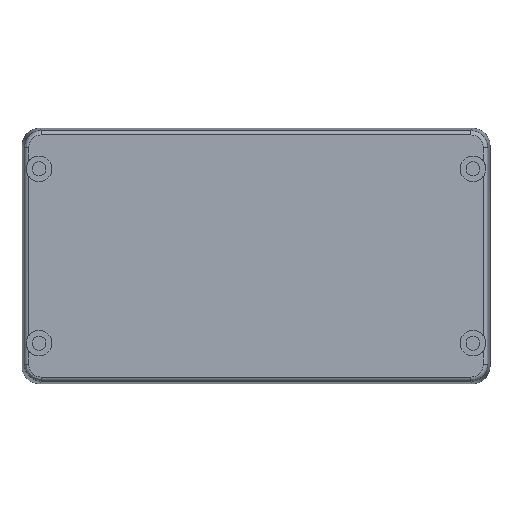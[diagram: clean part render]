
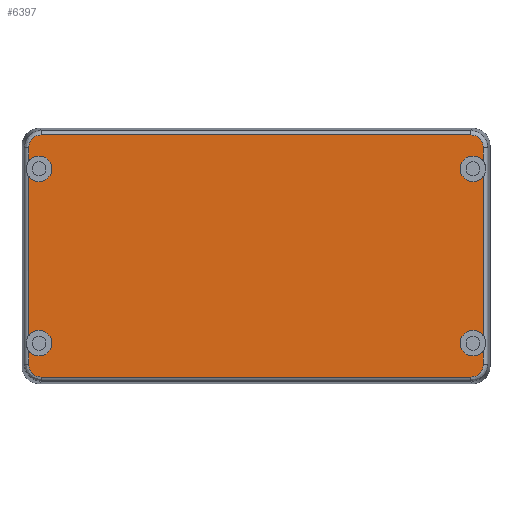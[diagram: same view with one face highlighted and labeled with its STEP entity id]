
A CAD part, front view. The second image highlights one B-rep face of the part: STEP entity #6397.
In plain terms, the highlighted planar face has unit normal (0, -1, 0).
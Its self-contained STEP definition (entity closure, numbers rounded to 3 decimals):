
#2858=DIRECTION('',(0.,0.,1.));
#2859=VECTOR('',#2858,75.05);
#2860=CARTESIAN_POINT('',(106.891,-65.5,-37.525));
#2861=LINE('',#2860,#2859);
#2865=CARTESIAN_POINT('',(102.,-65.5,-41.));
#2866=DIRECTION('',(0.,-1.,0.));
#2867=DIRECTION('',(0.815,0.,0.579));
#2868=AXIS2_PLACEMENT_3D('',#2865,#2866,#2867);
#2873=CARTESIAN_POINT('',(102.,-65.5,-41.));
#2874=DIRECTION('',(0.,-1.,0.));
#2875=DIRECTION('',(-1.,0.,0.));
#2876=AXIS2_PLACEMENT_3D('',#2873,#2874,#2875);
#2881=DIRECTION('',(0.,0.,1.));
#2882=VECTOR('',#2881,6.417);
#2883=CARTESIAN_POINT('',(106.891,-65.5,
-50.892));
#2884=LINE('',#2883,#2882);
#2888=CARTESIAN_POINT('',(100.892,-65.5,
-56.891));
#2889=CARTESIAN_POINT('',(101.347,-65.5,
-56.891));
#2890=CARTESIAN_POINT('',(102.232,-65.5,
-56.791));
#2891=CARTESIAN_POINT('',(103.517,-65.5,
-56.343));
#2892=CARTESIAN_POINT('',(104.664,-65.5,-55.622));
#2893=CARTESIAN_POINT('',(105.623,-65.5,
-54.663));
#2894=CARTESIAN_POINT('',(106.343,-65.5,
-53.517));
#2895=CARTESIAN_POINT('',(106.791,-65.5,
-52.232));
#2896=CARTESIAN_POINT('',(106.891,-65.5,
-51.347));
#2897=CARTESIAN_POINT('',(106.891,-65.5,
-50.892));
#2902=DIRECTION('',(1.,0.,0.));
#2903=VECTOR('',#2902,201.784);
#2904=CARTESIAN_POINT('',(-100.892,-65.5,
-56.891));
#2905=LINE('',#2904,#2903);
#2909=CARTESIAN_POINT('',(-106.891,-65.5,
-50.892));
#2910=CARTESIAN_POINT('',(-106.891,-65.5,
-51.347));
#2911=CARTESIAN_POINT('',(-106.791,-65.5,
-52.232));
#2912=CARTESIAN_POINT('',(-106.343,-65.5,
-53.517));
#2913=CARTESIAN_POINT('',(-105.622,-65.5,-54.664));
#2914=CARTESIAN_POINT('',(-104.663,-65.5,
-55.623));
#2915=CARTESIAN_POINT('',(-103.517,-65.5,
-56.343));
#2916=CARTESIAN_POINT('',(-102.232,-65.5,
-56.791));
#2917=CARTESIAN_POINT('',(-101.347,-65.5,
-56.891));
#2918=CARTESIAN_POINT('',(-100.892,-65.5,
-56.891));
#2923=DIRECTION('',(0.,0.,-1.));
#2924=VECTOR('',#2923,6.417);
#2925=CARTESIAN_POINT('',(-106.891,-65.5,-44.475));
#2926=LINE('',#2925,#2924);
#2930=CARTESIAN_POINT('',(-102.,-65.5,-41.));
#2931=DIRECTION('',(0.,-1.,0.));
#2932=DIRECTION('',(-0.815,0.,-0.579));
#2933=AXIS2_PLACEMENT_3D('',#2930,#2931,#2932);
#2938=CARTESIAN_POINT('',(-102.,-65.5,-41.));
#2939=DIRECTION('',(0.,-1.,0.));
#2940=DIRECTION('',(1.,0.,0.));
#2941=AXIS2_PLACEMENT_3D('',#2938,#2939,#2940);
#2946=DIRECTION('',(0.,0.,-1.));
#2947=VECTOR('',#2946,75.05);
#2948=CARTESIAN_POINT('',(-106.891,-65.5,37.525));
#2949=LINE('',#2948,#2947);
#2953=CARTESIAN_POINT('',(-102.,-65.5,41.));
#2954=DIRECTION('',(0.,-1.,0.));
#2955=DIRECTION('',(-0.815,0.,-0.579));
#2956=AXIS2_PLACEMENT_3D('',#2953,#2954,#2955);
#2961=CARTESIAN_POINT('',(-102.,-65.5,41.));
#2962=DIRECTION('',(0.,-1.,0.));
#2963=DIRECTION('',(1.,0.,0.));
#2964=AXIS2_PLACEMENT_3D('',#2961,#2962,#2963);
#2969=DIRECTION('',(0.,0.,-1.));
#2970=VECTOR('',#2969,6.417);
#2971=CARTESIAN_POINT('',(-106.891,-65.5,
50.892));
#2972=LINE('',#2971,#2970);
#2976=CARTESIAN_POINT('',(-100.892,-65.5,
56.891));
#2977=CARTESIAN_POINT('',(-101.347,-65.5,
56.891));
#2978=CARTESIAN_POINT('',(-102.232,-65.5,
56.791));
#2979=CARTESIAN_POINT('',(-103.517,-65.5,
56.343));
#2980=CARTESIAN_POINT('',(-104.664,-65.5,55.622));
#2981=CARTESIAN_POINT('',(-105.623,-65.5,
54.663));
#2982=CARTESIAN_POINT('',(-106.343,-65.5,
53.517));
#2983=CARTESIAN_POINT('',(-106.791,-65.5,
52.232));
#2984=CARTESIAN_POINT('',(-106.891,-65.5,
51.347));
#2985=CARTESIAN_POINT('',(-106.891,-65.5,
50.892));
#2990=DIRECTION('',(-1.,0.,0.));
#2991=VECTOR('',#2990,201.784);
#2992=CARTESIAN_POINT('',(100.892,-65.5,56.891));
#2993=LINE('',#2992,#2991);
#2997=CARTESIAN_POINT('',(106.891,-65.5,50.892));
#2998=CARTESIAN_POINT('',(106.891,-65.5,51.347));
#2999=CARTESIAN_POINT('',(106.791,-65.5,52.232));
#3000=CARTESIAN_POINT('',(106.343,-65.5,53.517));
#3001=CARTESIAN_POINT('',(105.622,-65.5,54.664));
#3002=CARTESIAN_POINT('',(104.663,-65.5,55.623));
#3003=CARTESIAN_POINT('',(103.517,-65.5,56.343));
#3004=CARTESIAN_POINT('',(102.232,-65.5,56.791));
#3005=CARTESIAN_POINT('',(101.347,-65.5,56.891));
#3006=CARTESIAN_POINT('',(100.892,-65.5,56.891));
#3011=DIRECTION('',(0.,0.,1.));
#3012=VECTOR('',#3011,6.417);
#3013=CARTESIAN_POINT('',(106.891,-65.5,44.475));
#3014=LINE('',#3013,#3012);
#3018=CARTESIAN_POINT('',(102.,-65.5,41.));
#3019=DIRECTION('',(0.,-1.,0.));
#3020=DIRECTION('',(0.815,0.,0.579));
#3021=AXIS2_PLACEMENT_3D('',#3018,#3019,#3020);
#3026=CARTESIAN_POINT('',(102.,-65.5,41.));
#3027=DIRECTION('',(0.,-1.,0.));
#3028=DIRECTION('',(-1.,0.,0.));
#3029=AXIS2_PLACEMENT_3D('',#3026,#3027,#3028);
#3714=CARTESIAN_POINT('',(-96.,-65.5,41.));
#3715=VERTEX_POINT('',#3714);
#3716=CARTESIAN_POINT('',(96.,-65.5,41.));
#3717=VERTEX_POINT('',#3716);
#3718=CARTESIAN_POINT('',(96.,-65.5,-41.));
#3719=VERTEX_POINT('',#3718);
#3720=CARTESIAN_POINT('',(-96.,-65.5,-41.));
#3721=VERTEX_POINT('',#3720);
#3722=CARTESIAN_POINT('',(106.891,-65.5,-37.525));
#3723=CARTESIAN_POINT('',(106.891,-65.5,37.525));
#3724=VERTEX_POINT('',#3722);
#3725=VERTEX_POINT('',#3723);
#3726=CARTESIAN_POINT('',(106.891,-65.5,
-50.892));
#3727=CARTESIAN_POINT('',(106.891,-65.5,-44.475));
#3728=VERTEX_POINT('',#3726);
#3729=VERTEX_POINT('',#3727);
#3730=VERTEX_POINT('',#2888);
#3733=CARTESIAN_POINT('',(-100.892,-65.5,
-56.891));
#3734=VERTEX_POINT('',#3733);
#3737=VERTEX_POINT('',#2909);
#3739=CARTESIAN_POINT('',(-106.891,-65.5,-44.475));
#3740=VERTEX_POINT('',#3739);
#3741=CARTESIAN_POINT('',(-106.891,-65.5,37.525));
#3742=CARTESIAN_POINT('',(-106.891,-65.5,-37.525));
#3743=VERTEX_POINT('',#3741);
#3744=VERTEX_POINT('',#3742);
#3745=CARTESIAN_POINT('',(106.891,-65.5,44.475));
#3746=CARTESIAN_POINT('',(106.891,-65.5,50.892));
#3747=VERTEX_POINT('',#3745);
#3748=VERTEX_POINT('',#3746);
#3749=VERTEX_POINT('',#3006);
#3752=CARTESIAN_POINT('',(-100.892,-65.5,
56.891));
#3753=VERTEX_POINT('',#3752);
#3756=VERTEX_POINT('',#2985);
#3758=CARTESIAN_POINT('',(-106.891,-65.5,44.475));
#3759=VERTEX_POINT('',#3758);
#6352=CARTESIAN_POINT('',(0.,-65.5,0.));
#6353=DIRECTION('',(0.,1.,0.));
#6354=DIRECTION('',(1.,0.,0.));
#6355=AXIS2_PLACEMENT_3D('',#6352,#6353,#6354);
#6356=PLANE('',#6355);
#6358=ORIENTED_EDGE('',*,*,#6357,.F.);
#6360=ORIENTED_EDGE('',*,*,#6359,.T.);
#6362=ORIENTED_EDGE('',*,*,#6361,.T.);
#6364=ORIENTED_EDGE('',*,*,#6363,.F.);
#6366=ORIENTED_EDGE('',*,*,#6365,.F.);
#6368=ORIENTED_EDGE('',*,*,#6367,.F.);
#6370=ORIENTED_EDGE('',*,*,#6369,.F.);
#6372=ORIENTED_EDGE('',*,*,#6371,.F.);
#6374=ORIENTED_EDGE('',*,*,#6373,.T.);
#6376=ORIENTED_EDGE('',*,*,#6375,.T.);
#6378=ORIENTED_EDGE('',*,*,#6377,.F.);
#6379=ORIENTED_EDGE('',*,*,#6342,.T.);
#6380=ORIENTED_EDGE('',*,*,#6329,.T.);
#6382=ORIENTED_EDGE('',*,*,#6381,.F.);
#6384=ORIENTED_EDGE('',*,*,#6383,.F.);
#6386=ORIENTED_EDGE('',*,*,#6385,.F.);
#6388=ORIENTED_EDGE('',*,*,#6387,.F.);
#6390=ORIENTED_EDGE('',*,*,#6389,.F.);
#6392=ORIENTED_EDGE('',*,*,#6391,.T.);
#6394=ORIENTED_EDGE('',*,*,#6393,.T.);
#6395=EDGE_LOOP('',(#6358,#6360,#6362,#6364,#6366,#6368,#6370,#6372,#6374,#6376,
#6378,#6379,#6380,#6382,#6384,#6386,#6388,#6390,#6392,#6394));
#6396=FACE_OUTER_BOUND('',#6395,.F.);
#6397=ADVANCED_FACE('',(#6396),#6356,.F.);
#2869=CIRCLE('',#2868,6.);
#2877=CIRCLE('',#2876,6.);
#2898=B_SPLINE_CURVE_WITH_KNOTS('',3,(#2888,#2889,#2890,#2891,#2892,#2893,#2894,
#2895,#2896,#2897),.UNSPECIFIED.,.F.,.F.,(4,1,1,1,1,1,1,4),(0.,
0.143,0.286,0.429,0.571,
0.714,0.857,1.),.UNSPECIFIED.);
#2919=B_SPLINE_CURVE_WITH_KNOTS('',3,(#2909,#2910,#2911,#2912,#2913,#2914,#2915,
#2916,#2917,#2918),.UNSPECIFIED.,.F.,.F.,(4,1,1,1,1,1,1,4),(0.,
0.143,0.286,0.429,0.571,
0.714,0.857,1.),.UNSPECIFIED.);
#2934=CIRCLE('',#2933,6.);
#2942=CIRCLE('',#2941,6.);
#2957=CIRCLE('',#2956,6.);
#2965=CIRCLE('',#2964,6.);
#2986=B_SPLINE_CURVE_WITH_KNOTS('',3,(#2976,#2977,#2978,#2979,#2980,#2981,#2982,
#2983,#2984,#2985),.UNSPECIFIED.,.F.,.F.,(4,1,1,1,1,1,1,4),(0.,
0.143,0.286,0.429,0.571,
0.714,0.857,1.),.UNSPECIFIED.);
#3007=B_SPLINE_CURVE_WITH_KNOTS('',3,(#2997,#2998,#2999,#3000,#3001,#3002,#3003,
#3004,#3005,#3006),.UNSPECIFIED.,.F.,.F.,(4,1,1,1,1,1,1,4),(0.,
0.143,0.286,0.429,0.571,
0.714,0.857,1.),.UNSPECIFIED.);
#3022=CIRCLE('',#3021,6.);
#3030=CIRCLE('',#3029,6.);
#6329=EDGE_CURVE('',#3715,#3759,#2965,.T.);
#6342=EDGE_CURVE('',#3743,#3715,#2957,.T.);
#6357=EDGE_CURVE('',#3724,#3725,#2861,.T.);
#6359=EDGE_CURVE('',#3724,#3719,#2869,.T.);
#6361=EDGE_CURVE('',#3719,#3729,#2877,.T.);
#6363=EDGE_CURVE('',#3728,#3729,#2884,.T.);
#6365=EDGE_CURVE('',#3730,#3728,#2898,.T.);
#6367=EDGE_CURVE('',#3734,#3730,#2905,.T.);
#6369=EDGE_CURVE('',#3737,#3734,#2919,.T.);
#6371=EDGE_CURVE('',#3740,#3737,#2926,.T.);
#6373=EDGE_CURVE('',#3740,#3721,#2934,.T.);
#6375=EDGE_CURVE('',#3721,#3744,#2942,.T.);
#6377=EDGE_CURVE('',#3743,#3744,#2949,.T.);
#6381=EDGE_CURVE('',#3756,#3759,#2972,.T.);
#6383=EDGE_CURVE('',#3753,#3756,#2986,.T.);
#6385=EDGE_CURVE('',#3749,#3753,#2993,.T.);
#6387=EDGE_CURVE('',#3748,#3749,#3007,.T.);
#6389=EDGE_CURVE('',#3747,#3748,#3014,.T.);
#6391=EDGE_CURVE('',#3747,#3717,#3022,.T.);
#6393=EDGE_CURVE('',#3717,#3725,#3030,.T.);
